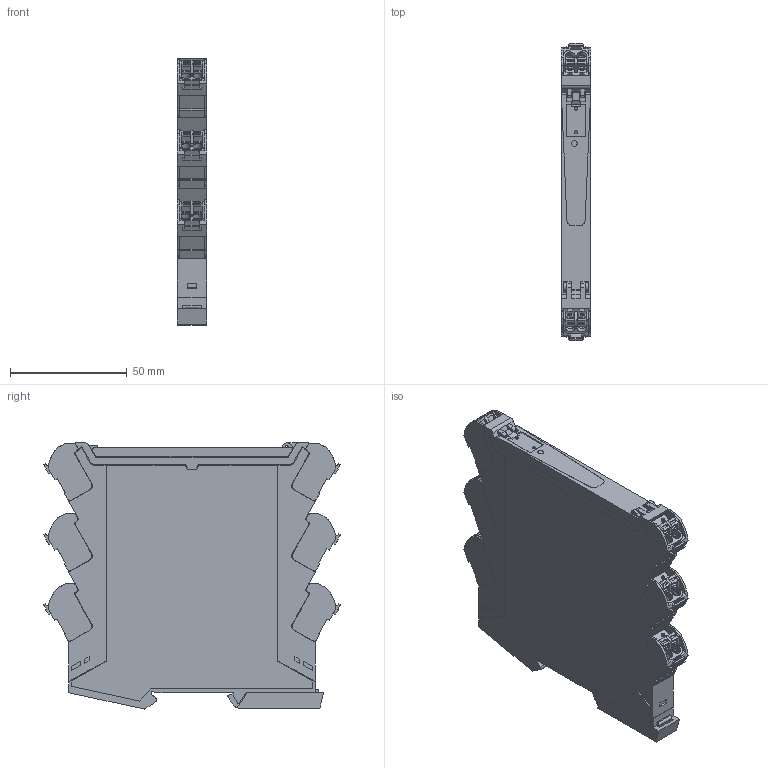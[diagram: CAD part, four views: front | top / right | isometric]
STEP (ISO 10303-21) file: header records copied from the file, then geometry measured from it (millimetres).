
FILE_DESCRIPTION(('CATIA V5 STEP Exchange','CAx-IF Rec.Pracs.--- Model Styling and Organization---1.4--- 2014-01-23'),'2;1');
FILE_NAME ('D1407042_1', '2020-02-07T11:54:48+00:00', ('none'), ('Weidmueller'), 'CATIA Version 5-6 Release 2016 SP3 HF44', 'CATIA V5 STEP AP214', 'none');
FILE_SCHEMA(('AUTOMOTIVE_DESIGN { 1 0 10303 214 1 1 1 1 }'));
Products named in the file (1): 2489730000
Bounding box: 12.5 x 127.19 x 114.02 mm (x, y, z)
Volume: 148574.6 mm3; surface area: 53557 mm2
Topology: 30 solids, 30 shells, 1736 faces, 5485 edges, 3838 vertices
Faces by surface type: plane 1275, cylinder 303, cone 66, extrusion 64, torus 24, sphere 4
Entity records: 63123 total; most frequent: CARTESIAN_POINT 15022, ORIENTED_EDGE 10966, DIRECTION 7512, EDGE_CURVE 5483, VECTOR 3970, LINE 3906, VERTEX_POINT 3838, AXIS2_PLACEMENT_3D 2184
